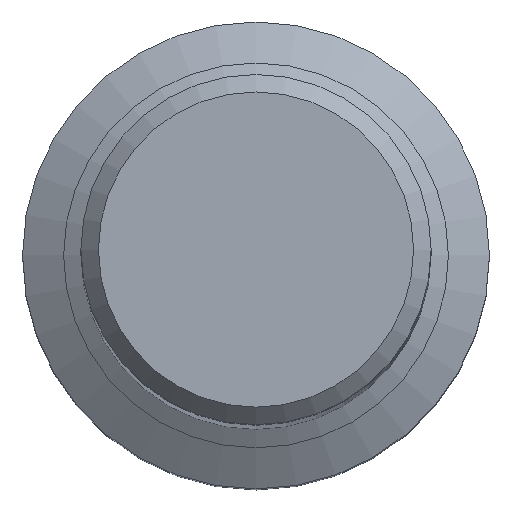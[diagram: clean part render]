
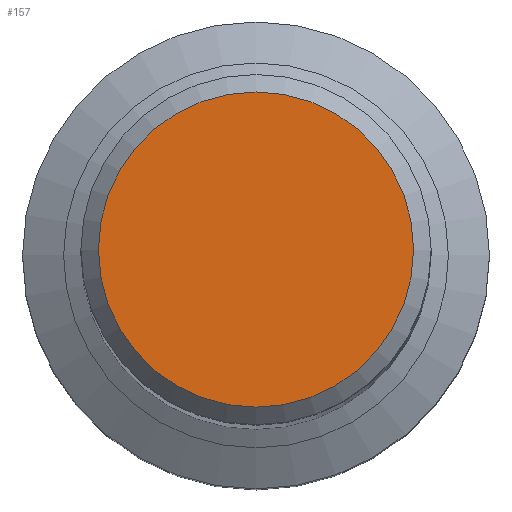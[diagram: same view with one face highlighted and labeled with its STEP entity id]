
A CAD part, top view. The second image highlights one B-rep face of the part: STEP entity #157.
In plain terms, the highlighted free-form (B-spline) face has degree [1, 1] with [2, 2] control points.
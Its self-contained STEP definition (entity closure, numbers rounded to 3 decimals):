
#117 = VERTEX_POINT('', #118);
#118 = CARTESIAN_POINT('', (-4.05, 0., 0.));
#124 = EDGE_CURVE('', #117, #117, #125, .T.);
#125 = CIRCLE('', #126, 4.05);
#126 = AXIS2_PLACEMENT_3D('', #127, #128, #129);
#127 = CARTESIAN_POINT('', (0., 0., 0.));
#128 = DIRECTION('', (0., 0., -1.));
#129 = DIRECTION('', (-1., 0., 0.));
#157 = ADVANCED_FACE('', (#158), #161, .T.);
#158 = FACE_OUTER_BOUND('', #159, .T.);
#159 = EDGE_LOOP('', (#160));
#160 = ORIENTED_EDGE('', *, *, #124, .F.);
#161 = B_SPLINE_SURFACE_WITH_KNOTS('', 1, 1, ((#162, #163), (#164, #165)), .UNSPECIFIED., .F., .F., .U., (2, 2), (2, 2), (2.25, 10.35), (2.25, 10.35), .UNSPECIFIED.);
#162 = CARTESIAN_POINT('', (4.05, -4.05, 0.));
#163 = CARTESIAN_POINT('', (-4.05, -4.05, 0.));
#164 = CARTESIAN_POINT('', (4.05, 4.05, 0.));
#165 = CARTESIAN_POINT('', (-4.05, 4.05, 0.));
